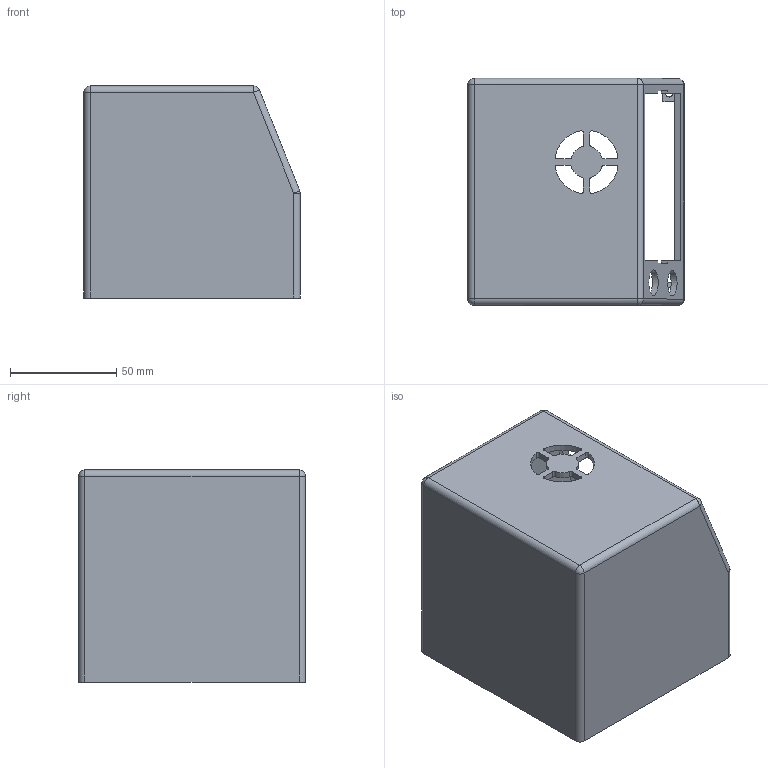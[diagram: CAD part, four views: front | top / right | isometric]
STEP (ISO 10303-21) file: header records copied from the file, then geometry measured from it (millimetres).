
FILE_DESCRIPTION(('CATIA V5 STEP Exchange'),'2;1');
FILE_NAME('top.stp','2025-05-05T08:06:24+00:00',('none'),('none'),'CATIA Version 5 Release 20 GA (IN-10)','CATIA V5 STEP AP203','none');
FILE_SCHEMA(('CONFIG_CONTROL_DESIGN'));
Length unit declared in the file: millimetre
Products named in the file (1): Part25
Bounding box: 102 x 107 x 100 mm (x, y, z)
Volume: 128084.5 mm3; surface area: 89321.6 mm2
Topology: 1 solids, 1 shells, 154 faces, 435 edges, 280 vertices
Faces by surface type: cylinder 77, plane 71, sphere 6
Entity records: 4757 total; most frequent: ORIENTED_EDGE 858, CARTESIAN_POINT 854, DIRECTION 659, EDGE_CURVE 429, VERTEX_POINT 280, VECTOR 275, LINE 275, AXIS2_PLACEMENT_3D 269
